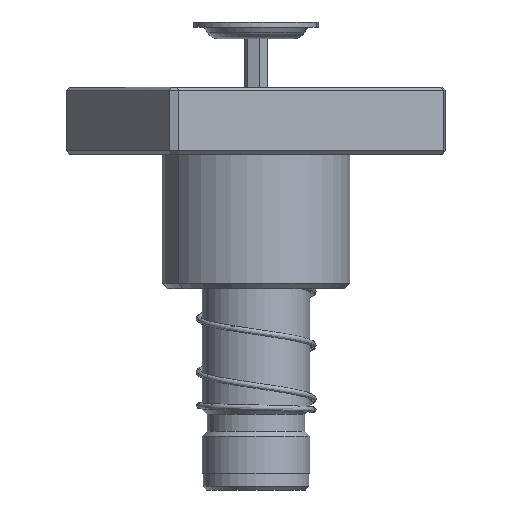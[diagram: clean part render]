
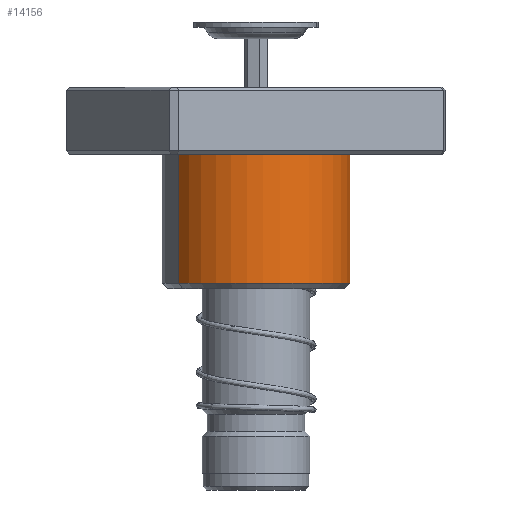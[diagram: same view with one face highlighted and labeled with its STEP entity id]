
A CAD part, front view. The second image highlights one B-rep face of the part: STEP entity #14156.
In plain terms, the highlighted cylindrical face has radius 28 mm (diameter 56 mm), a partial arc.
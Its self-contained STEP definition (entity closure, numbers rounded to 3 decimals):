
#52 = EDGE_LOOP ( 'NONE', ( #32158, #48090, #6324, #7421, #43595 ) ) ;
#302 = CIRCLE ( 'NONE', #41739, 28. ) ;
#844 = AXIS2_PLACEMENT_3D ( 'NONE', #11145, #40277, #47912 ) ;
#1008 = CARTESIAN_POINT ( 'NONE',  ( -28., 0., 20. ) ) ;
#2431 = CARTESIAN_POINT ( 'NONE',  ( 0., -28., 20. ) ) ;
#3455 = DIRECTION ( 'NONE',  ( 1., 0., 0. ) ) ;
#5425 = FACE_OUTER_BOUND ( 'NONE', #52, .T. ) ;
#5519 = EDGE_CURVE ( 'NONE', #6916, #43098, #34401, .T. ) ;
#5812 = AXIS2_PLACEMENT_3D ( 'NONE', #52580, #27685, #27860 ) ;
#6324 = ORIENTED_EDGE ( 'NONE', *, *, #7315, .T. ) ;
#6916 = VERTEX_POINT ( 'NONE', #25769 ) ;
#7315 = EDGE_CURVE ( 'NONE', #41249, #46001, #9582, .T. ) ;
#7421 = ORIENTED_EDGE ( 'NONE', *, *, #32762, .T. ) ;
#8464 = AXIS2_PLACEMENT_3D ( 'NONE', #48033, #52029, #35493 ) ;
#9008 = VERTEX_POINT ( 'NONE', #2431 ) ;
#9582 = LINE ( 'NONE', #38993, #21338 ) ;
#11145 = CARTESIAN_POINT ( 'NONE',  ( 0., 0., 20. ) ) ;
#11744 = EDGE_CURVE ( 'NONE', #6916, #41249, #302, .T. ) ;
#12084 = CARTESIAN_POINT ( 'NONE',  ( -28., 0., 58.5 ) ) ;
#12779 = CIRCLE ( 'NONE', #8464, 28. ) ;
#14156 = ADVANCED_FACE ( 'NONE', ( #5425 ), #47758, .T. ) ;
#17708 = CIRCLE ( 'NONE', #844, 28. ) ;
#21338 = VECTOR ( 'NONE', #34467, 1000. ) ;
#25769 = CARTESIAN_POINT ( 'NONE',  ( 28., 0., 58.5 ) ) ;
#26749 = EDGE_CURVE ( 'NONE', #9008, #43098, #12779, .T. ) ;
#27685 = DIRECTION ( 'NONE',  ( 0., 0., -1. ) ) ;
#27860 = DIRECTION ( 'NONE',  ( -1., 0., 0. ) ) ;
#29184 = VECTOR ( 'NONE', #41728, 1000. ) ;
#32158 = ORIENTED_EDGE ( 'NONE', *, *, #5519, .F. ) ;
#32762 = EDGE_CURVE ( 'NONE', #46001, #9008, #17708, .T. ) ;
#34401 = LINE ( 'NONE', #49898, #29184 ) ;
#34467 = DIRECTION ( 'NONE',  ( 0., 0., -1. ) ) ;
#35493 = DIRECTION ( 'NONE',  ( 1., 0., 0. ) ) ;
#38993 = CARTESIAN_POINT ( 'NONE',  ( -28., 0., 60. ) ) ;
#40277 = DIRECTION ( 'NONE',  ( 0., 0., 1. ) ) ;
#41249 = VERTEX_POINT ( 'NONE', #12084 ) ;
#41728 = DIRECTION ( 'NONE',  ( 0., 0., -1. ) ) ;
#41739 = AXIS2_PLACEMENT_3D ( 'NONE', #44827, #45193, #3455 ) ;
#43098 = VERTEX_POINT ( 'NONE', #53395 ) ;
#43595 = ORIENTED_EDGE ( 'NONE', *, *, #26749, .T. ) ;
#44827 = CARTESIAN_POINT ( 'NONE',  ( 0., 0., 58.5 ) ) ;
#45193 = DIRECTION ( 'NONE',  ( 0., 0., -1. ) ) ;
#46001 = VERTEX_POINT ( 'NONE', #1008 ) ;
#47758 = CYLINDRICAL_SURFACE ( 'NONE', #5812, 28. ) ;
#47912 = DIRECTION ( 'NONE',  ( 1., 0., 0. ) ) ;
#48033 = CARTESIAN_POINT ( 'NONE',  ( 0., 0., 20. ) ) ;
#48090 = ORIENTED_EDGE ( 'NONE', *, *, #11744, .T. ) ;
#49898 = CARTESIAN_POINT ( 'NONE',  ( 28., 0., 60. ) ) ;
#52029 = DIRECTION ( 'NONE',  ( 0., 0., 1. ) ) ;
#52580 = CARTESIAN_POINT ( 'NONE',  ( 0., 0., 60. ) ) ;
#53395 = CARTESIAN_POINT ( 'NONE',  ( 28., 0., 20. ) ) ;
